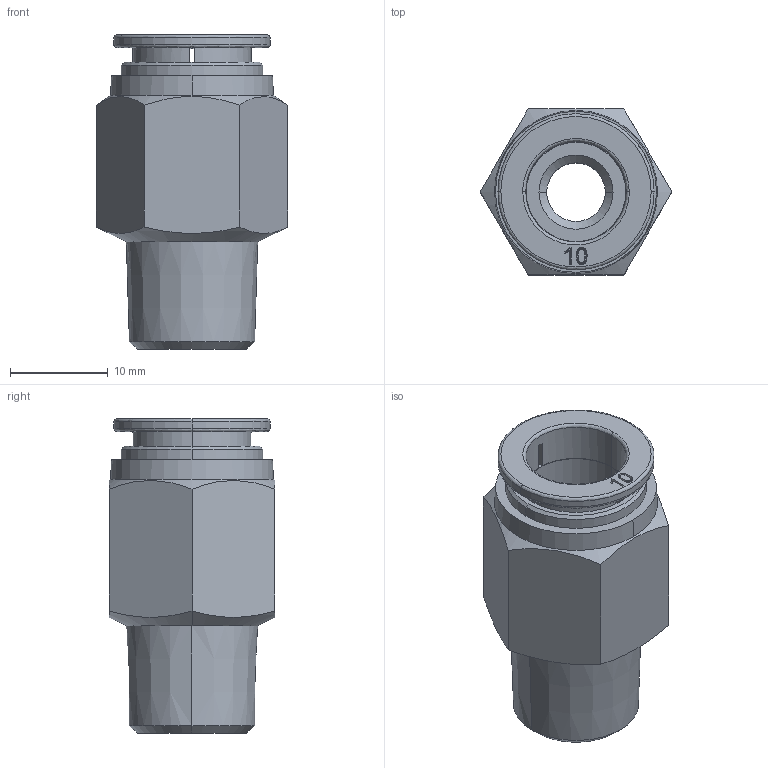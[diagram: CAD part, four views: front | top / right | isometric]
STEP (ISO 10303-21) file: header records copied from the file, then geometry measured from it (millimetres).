
FILE_DESCRIPTION (( 'STEP AP214' ), '1' );
FILE_NAME ('MS10M-14R-SS.step', '2018-03-13T19:26:01', ( '' ), ( '' ), 'SwSTEP 2.0', 'SolidWorks 2017', '' );
FILE_SCHEMA (( 'AUTOMOTIVE_DESIGN' ));
Length unit declared in the file: inch
Products named in the file (1): MS10M-14R-SS
Bounding box: 19.63 x 17 x 32.2 mm (x, y, z)
Volume: 4253.5 mm3; surface area: 3075.6 mm2
Topology: 1 solids, 1 shells, 78 faces, 190 edges, 120 vertices
Faces by surface type: plane 27, bspline 21, cone 18, cylinder 12
Entity records: 3113 total; most frequent: CARTESIAN_POINT 1369, ORIENTED_EDGE 380, DIRECTION 304, EDGE_CURVE 190, VERTEX_POINT 120, AXIS2_PLACEMENT_3D 116, EDGE_LOOP 90, FACE_OUTER_BOUND 78
